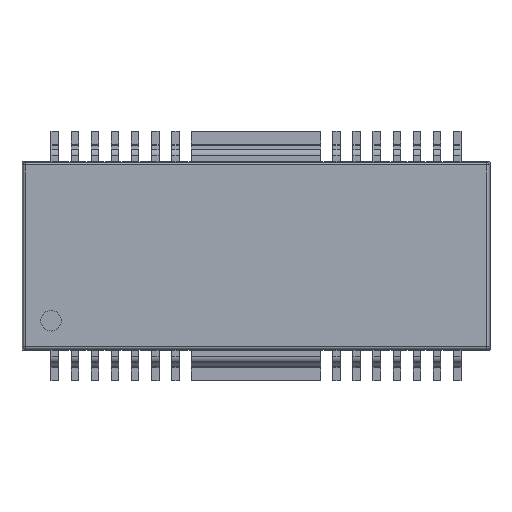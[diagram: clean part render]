
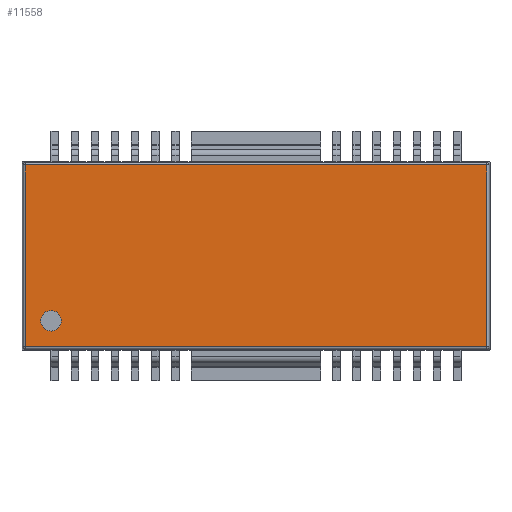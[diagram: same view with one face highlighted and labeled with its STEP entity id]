
A CAD part, top view. The second image highlights one B-rep face of the part: STEP entity #11558.
In plain terms, the highlighted planar face has unit normal (0, 0, 1).
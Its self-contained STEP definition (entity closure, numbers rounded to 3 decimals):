
#244=CIRCLE('',#12230,0.407);
#2029=ORIENTED_EDGE('',*,*,#3805,.F.);
#2030=ORIENTED_EDGE('',*,*,#3500,.T.);
#2031=ORIENTED_EDGE('',*,*,#3806,.T.);
#2032=ORIENTED_EDGE('',*,*,#3501,.T.);
#2033=ORIENTED_EDGE('',*,*,#3497,.T.);
#3497=EDGE_CURVE('',#4491,#4500,#5357,.F.);
#3500=EDGE_CURVE('',#4500,#4508,#5359,.F.);
#3501=EDGE_CURVE('',#4509,#4491,#5360,.F.);
#3805=EDGE_CURVE('',#4726,#4726,#244,.T.);
#3806=EDGE_CURVE('',#4508,#4509,#5595,.F.);
#4491=VERTEX_POINT('',#16028);
#4500=VERTEX_POINT('',#16054);
#4508=VERTEX_POINT('',#16081);
#4509=VERTEX_POINT('',#16085);
#4726=VERTEX_POINT('',#16705);
#5357=LINE('',#16076,#6297);
#5359=LINE('',#16082,#6299);
#5360=LINE('',#16084,#6300);
#5595=LINE('',#16706,#6535);
#6297=VECTOR('',#13619,1000.);
#6299=VECTOR('',#13625,1000.);
#6300=VECTOR('',#13628,1000.);
#6535=VECTOR('',#14201,1000.);
#7097=EDGE_LOOP('',(#2029));
#7098=EDGE_LOOP('',(#2030,#2031,#2032,#2033));
#7559=FACE_BOUND('',#7097,.T.);
#7560=FACE_BOUND('',#7098,.T.);
#7917=PLANE('',#12229);
#11558=ADVANCED_FACE('',(#7559,#7560),#7917,.T.);
#12229=AXIS2_PLACEMENT_3D('',#16703,#14197,#14198);
#12230=AXIS2_PLACEMENT_3D('',#16704,#14199,#14200);
#13619=DIRECTION('',(1.,0.,0.));
#13625=DIRECTION('',(0.,1.,0.));
#13628=DIRECTION('',(0.,-1.,0.));
#14197=DIRECTION('',(0.,0.,1.));
#14198=DIRECTION('',(1.,0.,0.));
#14199=DIRECTION('',(0.,0.,1.));
#14200=DIRECTION('',(1.,0.,0.));
#14201=DIRECTION('',(-1.,0.,0.));
#16028=CARTESIAN_POINT('',(9.166,3.616,0.55));
#16054=CARTESIAN_POINT('',(-9.166,3.616,0.55));
#16076=CARTESIAN_POINT('',(-9.157,3.616,0.55));
#16081=CARTESIAN_POINT('',(-9.166,-3.616,0.55));
#16082=CARTESIAN_POINT('',(-9.166,-3.607,0.55));
#16084=CARTESIAN_POINT('',(9.166,3.607,0.55));
#16085=CARTESIAN_POINT('',(9.166,-3.616,0.55));
#16703=CARTESIAN_POINT('',(0.,0.,0.55));
#16704=CARTESIAN_POINT('',(-8.145,-2.577,0.55));
#16705=CARTESIAN_POINT('',(-7.737,-2.577,0.55));
#16706=CARTESIAN_POINT('',(9.157,-3.616,0.55));
